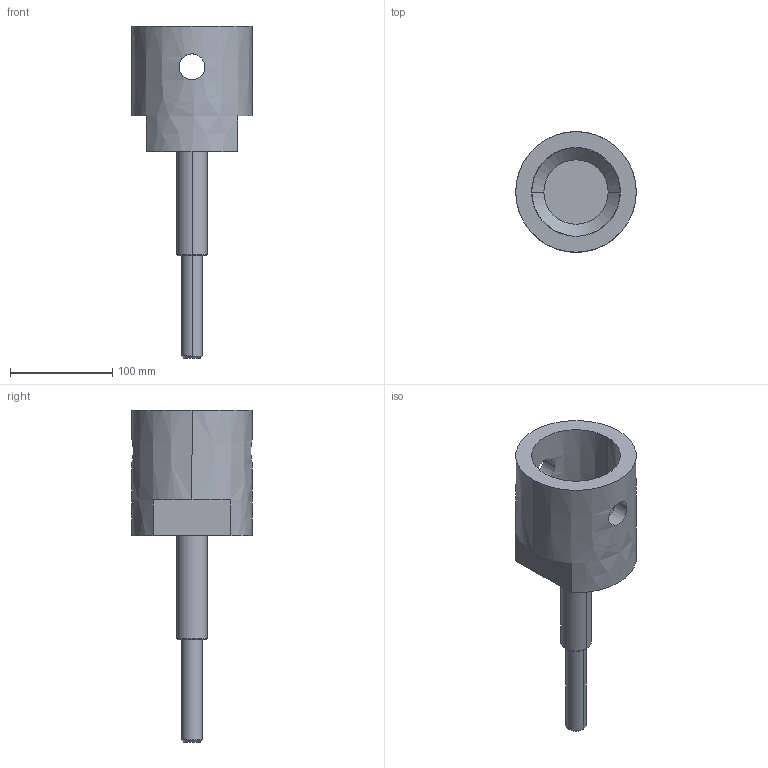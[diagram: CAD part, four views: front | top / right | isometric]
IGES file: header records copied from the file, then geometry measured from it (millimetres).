
Start section:  PTC IGES file: mice7-004n_mir.igs
Global section: file name: mice7-004n_mir.igs; native system: Pro/ENGINEER by Parametric Technology Corporation; preprocessor: 2004110; author: liuxiaokun; organization: Unknown; date: 080428.080950; units: millimetre
Bounding box: 118 x 118 x 325 mm (x, y, z)
Volume: 929692.5 mm3; surface area: 102716.3 mm2
Topology: 1 solids, 1 shells, 27 faces, 60 edges, 38 vertices
Faces by surface type: revolution 18, bspline 9
